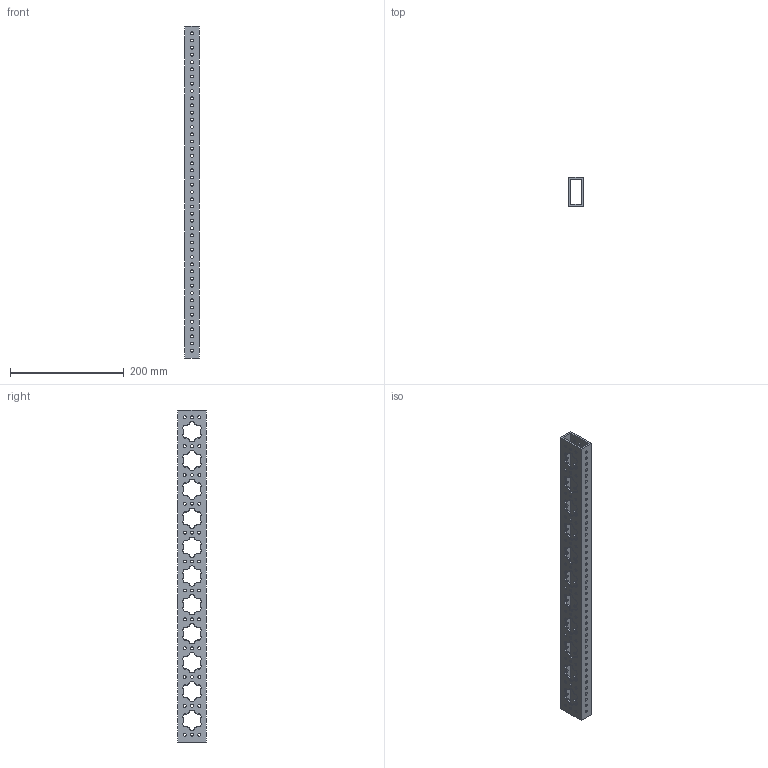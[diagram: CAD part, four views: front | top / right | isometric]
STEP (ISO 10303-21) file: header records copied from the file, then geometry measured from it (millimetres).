
FILE_DESCRIPTION (( 'STEP AP203' ), '1' );
FILE_NAME ('REV-21-3568.STEP', '2024-09-18T19:51:05', ( '' ), ( '' ), 'SwSTEP 2.0', 'SolidWorks 2022', '' );
FILE_SCHEMA (( 'CONFIG_CONTROL_DESIGN' ));
Length unit declared in the file: millimetre
Products named in the file (1): REV-21-3568
Bounding box: 25.4 x 50.8 x 584.2 mm (x, y, z)
Volume: 192855.2 mm3; surface area: 138770.5 mm2
Topology: 1 solids, 1 shells, 1236 faces, 3702 edges, 2468 vertices
Faces by surface type: cylinder 1226, plane 10
Entity records: 44015 total; most frequent: DIRECTION 8628, CARTESIAN_POINT 7407, ORIENTED_EDGE 7404, EDGE_CURVE 3702, AXIS2_PLACEMENT_3D 3689, VERTEX_POINT 2468, CIRCLE 2452, EDGE_LOOP 1606
